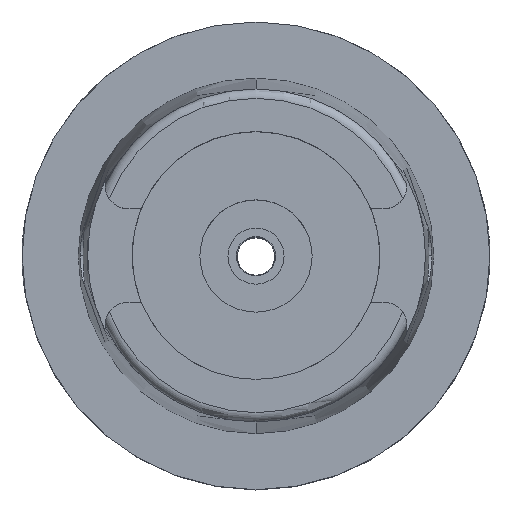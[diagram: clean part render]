
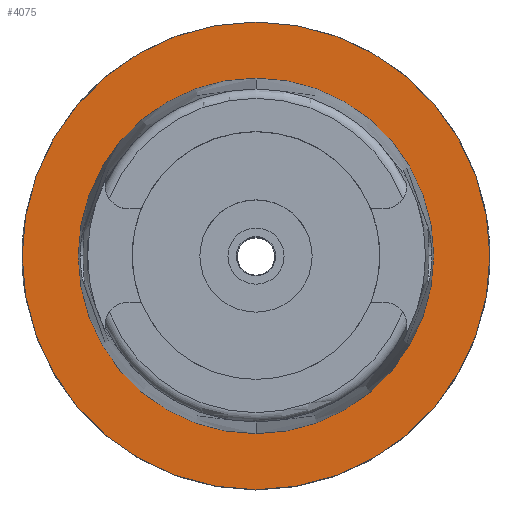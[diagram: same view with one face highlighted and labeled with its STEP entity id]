
A CAD part, top view. The second image highlights one B-rep face of the part: STEP entity #4075.
In plain terms, the highlighted planar face has unit normal (0, 0, 1).
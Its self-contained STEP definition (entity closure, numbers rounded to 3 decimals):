
#2039=CARTESIAN_POINT('',(0.,0.,0.));
#2040=DIRECTION('',(0.,0.,-1.));
#2041=DIRECTION('',(0.,-1.,0.));
#2042=AXIS2_PLACEMENT_3D('',#2039,#2040,#2041);
#2047=CARTESIAN_POINT('',(0.,0.,0.));
#2048=DIRECTION('',(0.,0.,-1.));
#2049=DIRECTION('',(0.,1.,0.));
#2050=AXIS2_PLACEMENT_3D('',#2047,#2048,#2049);
#2055=CARTESIAN_POINT('',(0.,0.,0.));
#2056=DIRECTION('',(0.,0.,1.));
#2057=DIRECTION('',(0.,-1.,0.));
#2058=AXIS2_PLACEMENT_3D('',#2055,#2056,#2057);
#2063=CARTESIAN_POINT('',(0.,0.,0.));
#2064=DIRECTION('',(0.,0.,1.));
#2065=DIRECTION('',(0.,1.,0.));
#2066=AXIS2_PLACEMENT_3D('',#2063,#2064,#2065);
#2348=CARTESIAN_POINT('',(0.,-38.,0.));
#2349=VERTEX_POINT('',#2348);
#2350=CARTESIAN_POINT('',(0.,38.,0.));
#2351=VERTEX_POINT('',#2350);
#2597=CARTESIAN_POINT('',(0.,50.,0.));
#2598=VERTEX_POINT('',#2597);
#2599=CARTESIAN_POINT('',(0.,-50.,0.));
#2600=VERTEX_POINT('',#2599);
#4062=CARTESIAN_POINT('',(0.,0.,0.));
#4063=DIRECTION('',(0.,0.,1.));
#4064=DIRECTION('',(0.,1.,0.));
#4065=AXIS2_PLACEMENT_3D('',#4062,#4063,#4064);
#4066=PLANE('',#4065);
#4067=ORIENTED_EDGE('',*,*,#3827,.T.);
#4068=ORIENTED_EDGE('',*,*,#3936,.T.);
#4069=EDGE_LOOP('',(#4067,#4068));
#4070=FACE_OUTER_BOUND('',#4069,.F.);
#4071=ORIENTED_EDGE('',*,*,#2835,.T.);
#4072=ORIENTED_EDGE('',*,*,#2806,.T.);
#4073=EDGE_LOOP('',(#4071,#4072));
#4074=FACE_BOUND('',#4073,.F.);
#2043=CIRCLE('',#2042,50.);
#2051=CIRCLE('',#2050,50.);
#2059=CIRCLE('',#2058,38.);
#2067=CIRCLE('',#2066,38.);
#2806=EDGE_CURVE('',#2351,#2349,#2067,.T.);
#2835=EDGE_CURVE('',#2349,#2351,#2059,.T.);
#3827=EDGE_CURVE('',#2600,#2598,#2043,.T.);
#3936=EDGE_CURVE('',#2598,#2600,#2051,.T.);
#4075=ADVANCED_FACE('',(#4070,#4074),#4066,.T.);
